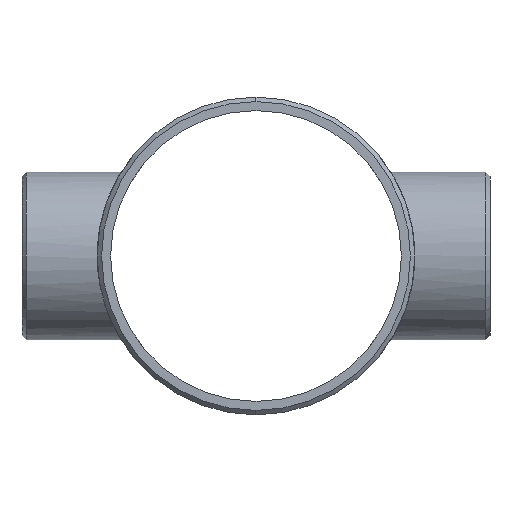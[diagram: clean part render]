
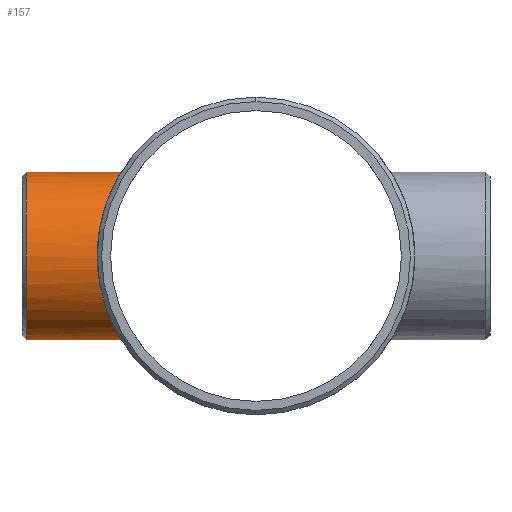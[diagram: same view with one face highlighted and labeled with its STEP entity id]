
A CAD part, left-side view. The second image highlights one B-rep face of the part: STEP entity #157.
In plain terms, the highlighted cylindrical face has radius 44.45 mm (diameter 88.9 mm), a partial arc.
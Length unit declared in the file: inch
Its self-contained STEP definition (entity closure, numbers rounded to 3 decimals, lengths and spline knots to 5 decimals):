
#1 = VECTOR ( 'NONE', #193, 39.37008 ) ;
#5 = CARTESIAN_POINT ( 'NONE',  ( -0.65112, 2.88677, -1.62461 ) ) ;
#12 = CARTESIAN_POINT ( 'NONE',  ( -0.45963, 2.84929, -1.68956 ) ) ;
#23 = CARTESIAN_POINT ( 'NONE',  ( 0., 4.88, -1.75 ) ) ;
#31 = CARTESIAN_POINT ( 'NONE',  ( -1.02171, 2.992, 1.42192 ) ) ;
#39 = CARTESIAN_POINT ( 'NONE',  ( -1.74418, 3.30943, 0.14564 ) ) ;
#45 = CARTESIAN_POINT ( 'NONE',  ( -0.23168, 2.81975, 1.7385 ) ) ;
#47 = DIRECTION ( 'NONE',  ( 0., 0., 1. ) ) ;
#51 = CARTESIAN_POINT ( 'NONE',  ( -1.51414, 3.19368, 0.88473 ) ) ;
#53 = CYLINDRICAL_SURFACE ( 'NONE', #1034, 1.75 ) ;
#71 = CARTESIAN_POINT ( 'NONE',  ( 0., 4.78667, -1.75 ) ) ;
#84 = EDGE_CURVE ( 'NONE', #686, #580, #486, .T. ) ;
#113 = LINE ( 'NONE', #23, #1 ) ;
#115 = CARTESIAN_POINT ( 'NONE',  ( -0.99985, 2.98485, -1.43653 ) ) ;
#117 = ORIENTED_EDGE ( 'NONE', *, *, #481, .T. ) ;
#126 = CARTESIAN_POINT ( 'NONE',  ( -1.73541, 3.30481, 0.233 ) ) ;
#146 = B_SPLINE_CURVE_WITH_KNOTS ( 'NONE', 3,
 ( #399, #482, #886, #1267, #12, #594, #213, #1077, #5, #987, #1069, #115, #310, #871, #406, #777, #1180, #292, #601, #588, #389, #785, #770, #1187, #728, #923, #720, #1108, #819, #435, #1220, #1121, #544, #221, #426, #430, #39, #126, #539, #522, #916, #1213, #340, #624, #631, #237, #51, #229, #806, #1017, #1024, #617, #151, #902, #705, #1205, #31, #1116, #440, #1009, #1127, #930, #243, #825, #1228, #45, #323, #345 ),
 .UNSPECIFIED., .F., .F.,
 ( 4, 2, 2, 2, 2, 2, 2, 2, 2, 2, 2, 2, 2, 2, 2, 2, 2, 2, 2, 2, 2, 2, 2, 2, 2, 2, 2, 2, 2, 2, 2, 2, 2, 4 ),
 ( 0., 0.00886, 0.01328, 0.0155, 0.01771, 0.02657, 0.02878, 0.031, 0.03542, 0.03985, 0.04207, 0.04428, 0.05314, 0.05756, 0.05978, 0.06199, 0.07085, 0.07306, 0.07528, 0.0797, 0.08413, 0.08635, 0.08856, 0.09742, 0.09963, 0.10184, 0.10627, 0.1107, 0.11513, 0.12398, 0.12841, 0.13063, 0.13284, 0.1417 ),
 .UNSPECIFIED. ) ;
#151 = CARTESIAN_POINT ( 'NONE',  ( -1.27477, 3.0877, 1.20026 ) ) ;
#157 = ADVANCED_FACE ( 'NONE', ( #1215 ), #53, .T. ) ;
#193 = DIRECTION ( 'NONE',  ( 0., -1., 0. ) ) ;
#213 = CARTESIAN_POINT ( 'NONE',  ( -0.57034, 2.86962, -1.6547 ) ) ;
#214 = LINE ( 'NONE', #706, #554 ) ;
#221 = CARTESIAN_POINT ( 'NONE',  ( -1.75002, 3.31251, 0.02801 ) ) ;
#229 = CARTESIAN_POINT ( 'NONE',  ( -1.43482, 3.15732, 1.00229 ) ) ;
#231 = DIRECTION ( 'NONE',  ( 0., -1., 0. ) ) ;
#237 = CARTESIAN_POINT ( 'NONE',  ( -1.56835, 3.22, 0.78488 ) ) ;
#239 = DIRECTION ( 'NONE',  ( 0., -1., 0. ) ) ;
#243 = CARTESIAN_POINT ( 'NONE',  ( -0.45945, 2.84964, 1.68886 ) ) ;
#292 = CARTESIAN_POINT ( 'NONE',  ( -1.27629, 3.08833, -1.19863 ) ) ;
#310 = CARTESIAN_POINT ( 'NONE',  ( -1.02305, 2.99272, -1.42009 ) ) ;
#323 = CARTESIAN_POINT ( 'NONE',  ( -0.11641, 2.8125, 1.75 ) ) ;
#340 = CARTESIAN_POINT ( 'NONE',  ( -1.65463, 3.26311, 0.57057 ) ) ;
#345 = CARTESIAN_POINT ( 'NONE',  ( 0., 2.8125, 1.75 ) ) ;
#389 = CARTESIAN_POINT ( 'NONE',  ( -1.38543, 3.13518, -1.06953 ) ) ;
#399 = CARTESIAN_POINT ( 'NONE',  ( 0., 2.8125, -1.75 ) ) ;
#406 = CARTESIAN_POINT ( 'NONE',  ( -1.09054, 3.01646, -1.36895 ) ) ;
#426 = CARTESIAN_POINT ( 'NONE',  ( -1.74931, 3.31213, 0.05736 ) ) ;
#430 = CARTESIAN_POINT ( 'NONE',  ( -1.74638, 3.31059, 0.11629 ) ) ;
#435 = CARTESIAN_POINT ( 'NONE',  ( -1.703, 3.28791, -0.40389 ) ) ;
#440 = CARTESIAN_POINT ( 'NONE',  ( -0.78057, 2.91704, 1.57038 ) ) ;
#450 = AXIS2_PLACEMENT_3D ( 'NONE', #821, #1132, #47 ) ;
#470 = ORIENTED_EDGE ( 'NONE', *, *, #791, .F. ) ;
#481 = EDGE_CURVE ( 'NONE', #1270, #1079, #146, .T. ) ;
#482 = CARTESIAN_POINT ( 'NONE',  ( -0.11812, 2.8125, -1.75 ) ) ;
#486 = CIRCLE ( 'NONE', #450, 1.75 ) ;
#522 = CARTESIAN_POINT ( 'NONE',  ( -1.70371, 3.28826, 0.40403 ) ) ;
#539 = CARTESIAN_POINT ( 'NONE',  ( -1.72669, 3.30023, 0.29049 ) ) ;
#544 = CARTESIAN_POINT ( 'NONE',  ( -1.74992, 3.31246, -0.11823 ) ) ;
#554 = VECTOR ( 'NONE', #231, 39.37008 ) ;
#560 = EDGE_CURVE ( 'NONE', #580, #1270, #113, .T. ) ;
#562 = CARTESIAN_POINT ( 'NONE',  ( 0., 4.78667, 1.75 ) ) ;
#570 = EDGE_LOOP ( 'NONE', ( #470, #1140, #975, #117 ) ) ;
#580 = VERTEX_POINT ( 'NONE', #71 ) ;
#588 = CARTESIAN_POINT ( 'NONE',  ( -1.36794, 3.12748, -1.09181 ) ) ;
#593 = CARTESIAN_POINT ( 'NONE',  ( 0., 2.8125, 1.75 ) ) ;
#594 = CARTESIAN_POINT ( 'NONE',  ( -0.54283, 2.86428, -1.66393 ) ) ;
#601 = CARTESIAN_POINT ( 'NONE',  ( -1.31406, 3.10417, -1.15712 ) ) ;
#617 = CARTESIAN_POINT ( 'NONE',  ( -1.31264, 3.10357, 1.15874 ) ) ;
#624 = CARTESIAN_POINT ( 'NONE',  ( -1.63477, 3.25308, 0.62519 ) ) ;
#631 = CARTESIAN_POINT ( 'NONE',  ( -1.62419, 3.24778, 0.65217 ) ) ;
#645 = CARTESIAN_POINT ( 'NONE',  ( 0., 4.88, 0. ) ) ;
#686 = VERTEX_POINT ( 'NONE', #562 ) ;
#705 = CARTESIAN_POINT ( 'NONE',  ( -1.15384, 3.03972, 1.31693 ) ) ;
#706 = CARTESIAN_POINT ( 'NONE',  ( 0., 4.88, 1.75 ) ) ;
#720 = CARTESIAN_POINT ( 'NONE',  ( -1.65495, 3.26325, -0.57185 ) ) ;
#728 = CARTESIAN_POINT ( 'NONE',  ( -1.56889, 3.22026, -0.78365 ) ) ;
#770 = CARTESIAN_POINT ( 'NONE',  ( -1.43592, 3.15782, -1.00072 ) ) ;
#777 = CARTESIAN_POINT ( 'NONE',  ( -1.1556, 3.04038, -1.31539 ) ) ;
#785 = CARTESIAN_POINT ( 'NONE',  ( -1.41947, 3.15037, -1.02392 ) ) ;
#791 = EDGE_CURVE ( 'NONE', #686, #1079, #214, .T. ) ;
#806 = CARTESIAN_POINT ( 'NONE',  ( -1.41837, 3.14987, 1.02544 ) ) ;
#819 = CARTESIAN_POINT ( 'NONE',  ( -1.68863, 3.28049, -0.4603 ) ) ;
#821 = CARTESIAN_POINT ( 'NONE',  ( 0., 4.78667, 0. ) ) ;
#825 = CARTESIAN_POINT ( 'NONE',  ( -0.40292, 2.84108, 1.70323 ) ) ;
#871 = CARTESIAN_POINT ( 'NONE',  ( -1.06837, 3.00851, -1.38632 ) ) ;
#886 = CARTESIAN_POINT ( 'NONE',  ( -0.2337, 2.81995, -1.73817 ) ) ;
#902 = CARTESIAN_POINT ( 'NONE',  ( -1.19537, 3.05577, 1.27935 ) ) ;
#915 = CARTESIAN_POINT ( 'NONE',  ( 0., 2.8125, -1.75 ) ) ;
#916 = CARTESIAN_POINT ( 'NONE',  ( -1.68943, 3.28087, 0.46008 ) ) ;
#923 = CARTESIAN_POINT ( 'NONE',  ( -1.63525, 3.25328, -0.62588 ) ) ;
#930 = CARTESIAN_POINT ( 'NONE',  ( -0.48734, 2.85428, 1.68102 ) ) ;
#975 = ORIENTED_EDGE ( 'NONE', *, *, #560, .T. ) ;
#987 = CARTESIAN_POINT ( 'NONE',  ( -0.78267, 2.91758, -1.56938 ) ) ;
#1009 = CARTESIAN_POINT ( 'NONE',  ( -0.62359, 2.88035, 1.63611 ) ) ;
#1017 = CARTESIAN_POINT ( 'NONE',  ( -1.38429, 3.13468, 1.071 ) ) ;
#1024 = CARTESIAN_POINT ( 'NONE',  ( -1.3667, 3.12694, 1.09336 ) ) ;
#1034 = AXIS2_PLACEMENT_3D ( 'NONE', #645, #239, #1138 ) ;
#1069 = CARTESIAN_POINT ( 'NONE',  ( -0.88214, 2.94625, -1.51565 ) ) ;
#1077 = CARTESIAN_POINT ( 'NONE',  ( -0.62445, 2.88087, -1.63505 ) ) ;
#1079 = VERTEX_POINT ( 'NONE', #593 ) ;
#1108 = CARTESIAN_POINT ( 'NONE',  ( -1.68069, 3.2764, -0.48849 ) ) ;
#1116 = CARTESIAN_POINT ( 'NONE',  ( -0.87999, 2.9456, 1.51692 ) ) ;
#1121 = CARTESIAN_POINT ( 'NONE',  ( -1.73822, 3.30623, -0.23352 ) ) ;
#1127 = CARTESIAN_POINT ( 'NONE',  ( -0.56995, 2.86916, 1.65559 ) ) ;
#1132 = DIRECTION ( 'NONE',  ( 0., -1., 0. ) ) ;
#1138 = DIRECTION ( 'NONE',  ( 0., 0., -1. ) ) ;
#1140 = ORIENTED_EDGE ( 'NONE', *, *, #84, .T. ) ;
#1180 = CARTESIAN_POINT ( 'NONE',  ( -1.19706, 3.05643, -1.27777 ) ) ;
#1187 = CARTESIAN_POINT ( 'NONE',  ( -1.51508, 3.19413, -0.88312 ) ) ;
#1205 = CARTESIAN_POINT ( 'NONE',  ( -1.06704, 3.00784, 1.3882 ) ) ;
#1213 = CARTESIAN_POINT ( 'NONE',  ( -1.66385, 3.2678, 0.54308 ) ) ;
#1215 = FACE_OUTER_BOUND ( 'NONE', #570, .T. ) ;
#1220 = CARTESIAN_POINT ( 'NONE',  ( -1.70947, 3.29126, -0.37558 ) ) ;
#1228 = CARTESIAN_POINT ( 'NONE',  ( -0.37437, 2.83716, 1.70974 ) ) ;
#1267 = CARTESIAN_POINT ( 'NONE',  ( -0.40359, 2.84075, -1.70381 ) ) ;
#1270 = VERTEX_POINT ( 'NONE', #915 ) ;
